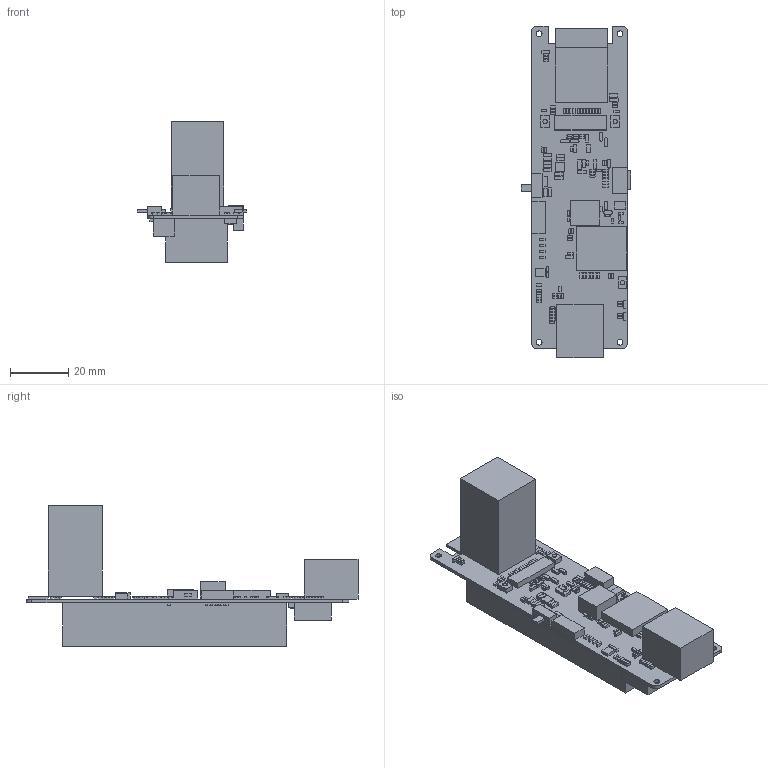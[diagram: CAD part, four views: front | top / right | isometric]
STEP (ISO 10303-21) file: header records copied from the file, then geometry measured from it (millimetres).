
FILE_DESCRIPTION((''),'2;1');
FILE_NAME('0-3D','2025-06-13T10:34:05',('HR'),(''),'CREO PARAMETRIC BY PTC INC, 2020053','CREO PARAMETRIC BY PTC INC, 2020053','');
FILE_SCHEMA(('AUTOMOTIVE_DESIGN { 1 0 10303 214 1 1 1 1 }'));
Length unit declared in the file: millimetre
Products named in the file (1): 0-3D
Bounding box: 37.44 x 113.66 x 48.2 mm (x, y, z)
Volume: 27170.7 mm3; surface area: 19259.3 mm2
Topology: 3 solids, 3 shells, 847 faces, 2036 edges, 1356 vertices
Faces by surface type: plane 737, cylinder 110
Entity records: 24372 total; most frequent: CARTESIAN_POINT 4241, ORIENTED_EDGE 4072, DIRECTION 3950, EDGE_CURVE 2036, VECTOR 1816, LINE 1816, VERTEX_POINT 1356, AXIS2_PLACEMENT_3D 1067
